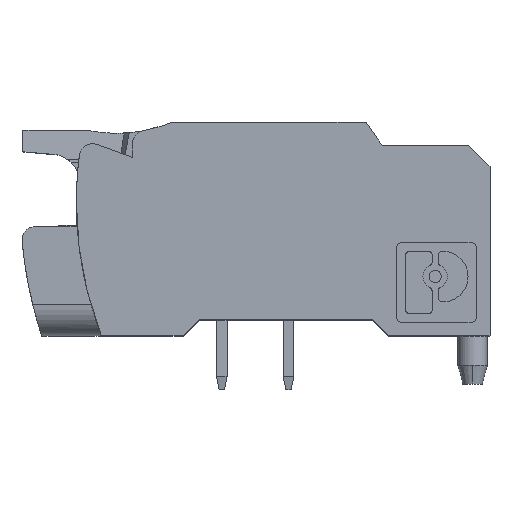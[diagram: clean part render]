
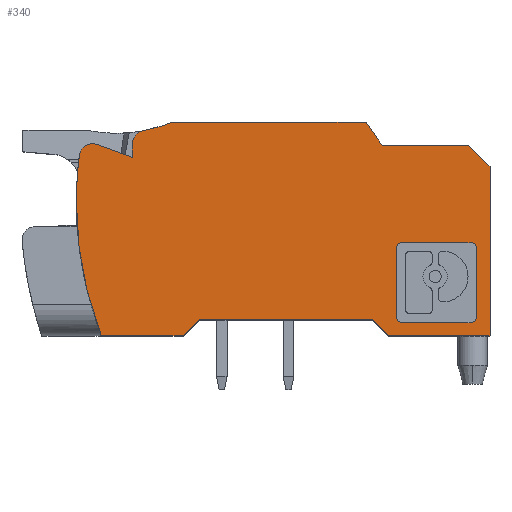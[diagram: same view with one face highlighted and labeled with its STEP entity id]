
A CAD part, top view. The second image highlights one B-rep face of the part: STEP entity #340.
In plain terms, the highlighted planar face has unit normal (0, 0, 1).
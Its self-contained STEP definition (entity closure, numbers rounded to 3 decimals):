
#340=ADVANCED_FACE('',(#747,#748),#749,.F.);
#747=FACE_OUTER_BOUND('',#2597,.T.);
#748=FACE_BOUND('',#2598,.T.);
#749=PLANE('',#2599);
#2597=EDGE_LOOP('',(#3565,#3566,#3567,#3568,#3569,#3570,#3571,#3572,#3573,#3574,#3575,#3576,#3577,#3578,#3579,#3580,#3581,#3582));
#2598=EDGE_LOOP('',(#3583,#3584,#3585,#3586,#3587,#3588,#3589,#3590));
#2599=AXIS2_PLACEMENT_3D('',#3591,#3592,#3593);
#3565=ORIENTED_EDGE('',*,*,#4599,.F.);
#3566=ORIENTED_EDGE('',*,*,#4600,.F.);
#3567=ORIENTED_EDGE('',*,*,#4601,.F.);
#3568=ORIENTED_EDGE('',*,*,#4456,.F.);
#3569=ORIENTED_EDGE('',*,*,#4504,.T.);
#3570=ORIENTED_EDGE('',*,*,#4286,.T.);
#3571=ORIENTED_EDGE('',*,*,#4407,.T.);
#3572=ORIENTED_EDGE('',*,*,#4418,.T.);
#3573=ORIENTED_EDGE('',*,*,#4545,.F.);
#3574=ORIENTED_EDGE('',*,*,#4490,.T.);
#3575=ORIENTED_EDGE('',*,*,#4337,.T.);
#3576=ORIENTED_EDGE('',*,*,#4309,.F.);
#3577=ORIENTED_EDGE('',*,*,#4602,.F.);
#3578=ORIENTED_EDGE('',*,*,#4384,.F.);
#3579=ORIENTED_EDGE('',*,*,#4393,.T.);
#3580=ORIENTED_EDGE('',*,*,#4594,.T.);
#3581=ORIENTED_EDGE('',*,*,#4267,.T.);
#3582=ORIENTED_EDGE('',*,*,#4508,.T.);
#3583=ORIENTED_EDGE('',*,*,#4603,.F.);
#3584=ORIENTED_EDGE('',*,*,#4604,.T.);
#3585=ORIENTED_EDGE('',*,*,#4605,.F.);
#3586=ORIENTED_EDGE('',*,*,#4606,.T.);
#3587=ORIENTED_EDGE('',*,*,#4607,.F.);
#3588=ORIENTED_EDGE('',*,*,#4608,.T.);
#3589=ORIENTED_EDGE('',*,*,#4609,.F.);
#3590=ORIENTED_EDGE('',*,*,#4610,.T.);
#3591=CARTESIAN_POINT('',(7.723,3.95,10.5));
#3592=DIRECTION('',(0.0,0.,-1.0));
#3593=DIRECTION('',(-1.0,0.0,0.0));
#4267=EDGE_CURVE('',#4854,#4855,#4856,.T.);
#4286=EDGE_CURVE('',#4884,#4888,#4890,.T.);
#4309=EDGE_CURVE('',#4928,#4930,#4931,.T.);
#4337=EDGE_CURVE('',#4976,#4930,#4977,.T.);
#4384=EDGE_CURVE('',#5052,#5054,#5055,.T.);
#4393=EDGE_CURVE('',#5052,#5066,#5068,.T.);
#4407=EDGE_CURVE('',#4888,#5084,#5087,.T.);
#4418=EDGE_CURVE('',#5084,#5103,#5105,.T.);
#4456=EDGE_CURVE('',#5166,#5161,#5168,.T.);
#4490=EDGE_CURVE('',#5217,#4976,#5218,.T.);
#4504=EDGE_CURVE('',#5166,#4884,#5234,.T.);
#4508=EDGE_CURVE('',#4855,#5238,#5240,.T.);
#4545=EDGE_CURVE('',#5217,#5103,#5295,.T.);
#4594=EDGE_CURVE('',#5066,#4854,#5354,.T.);
#4599=EDGE_CURVE('',#5359,#5238,#5360,.T.);
#4600=EDGE_CURVE('',#5361,#5359,#5362,.T.);
#4601=EDGE_CURVE('',#5161,#5361,#5363,.T.);
#4602=EDGE_CURVE('',#5054,#4928,#5364,.T.);
#4603=EDGE_CURVE('',#5365,#5366,#5367,.T.);
#4604=EDGE_CURVE('',#5365,#5368,#5369,.T.);
#4605=EDGE_CURVE('',#5370,#5368,#5371,.T.);
#4606=EDGE_CURVE('',#5370,#5372,#5373,.T.);
#4607=EDGE_CURVE('',#5374,#5372,#5375,.T.);
#4608=EDGE_CURVE('',#5374,#5376,#5377,.T.);
#4609=EDGE_CURVE('',#5378,#5376,#5379,.T.);
#4610=EDGE_CURVE('',#5378,#5366,#5380,.T.);
#4854=VERTEX_POINT('',#5810);
#4855=VERTEX_POINT('',#5811);
#4856=LINE('',#5812,#5813);
#4884=VERTEX_POINT('',#5874);
#4888=VERTEX_POINT('',#5880);
#4890=LINE('',#5883,#5884);
#4928=VERTEX_POINT('',#6072);
#4930=VERTEX_POINT('',#6075);
#4931=CIRCLE('',#6076,0.5);
#4976=VERTEX_POINT('',#6265);
#4977=LINE('',#6266,#6267);
#5052=VERTEX_POINT('',#6688);
#5054=VERTEX_POINT('',#6691);
#5055=CIRCLE('',#6692,13.7);
#5066=VERTEX_POINT('',#6706);
#5068=LINE('',#6709,#6710);
#5084=VERTEX_POINT('',#6787);
#5087=LINE('',#6791,#6792);
#5103=VERTEX_POINT('',#6823);
#5105=CIRCLE('',#6826,5.5);
#5161=VERTEX_POINT('',#7048);
#5166=VERTEX_POINT('',#7055);
#5168=LINE('',#7058,#7059);
#5217=VERTEX_POINT('',#7222);
#5218=LINE('',#7223,#7224);
#5234=LINE('',#7319,#7320);
#5238=VERTEX_POINT('',#7325);
#5240=LINE('',#7328,#7329);
#5295=CIRCLE('',#7501,0.5);
#5354=LINE('',#7716,#7717);
#5359=VERTEX_POINT('',#7724);
#5360=LINE('',#7725,#7726);
#5361=VERTEX_POINT('',#7727);
#5362=LINE('',#7728,#7729);
#5363=LINE('',#7730,#7731);
#5364=CIRCLE('',#7732,13.7);
#5365=VERTEX_POINT('',#7733);
#5366=VERTEX_POINT('',#7734);
#5367=CIRCLE('',#7735,0.211);
#5368=VERTEX_POINT('',#7736);
#5369=LINE('',#7737,#7738);
#5370=VERTEX_POINT('',#7739);
#5371=CIRCLE('',#7740,0.211);
#5372=VERTEX_POINT('',#7741);
#5373=LINE('',#7742,#7743);
#5374=VERTEX_POINT('',#7744);
#5375=CIRCLE('',#7745,0.211);
#5376=VERTEX_POINT('',#7746);
#5377=LINE('',#7747,#7748);
#5378=VERTEX_POINT('',#7749);
#5379=CIRCLE('',#7750,0.211);
#5380=LINE('',#7751,#7752);
#5810=CARTESIAN_POINT('',(3.5,0.,10.5));
#5811=CARTESIAN_POINT('',(4.1,0.6,10.5));
#5812=CARTESIAN_POINT('',(4.3,0.8,10.5));
#5813=VECTOR('',#8162,1.0);
#5874=CARTESIAN_POINT('',(10.953,7.15,10.5));
#5880=CARTESIAN_POINT('',(10.358,8.,10.5));
#5883=CARTESIAN_POINT('',(15.96,0.0,10.5));
#5884=VECTOR('',#8178,1.0);
#6072=CARTESIAN_POINT('',(-0.386,6.765,10.5));
#6075=CARTESIAN_POINT('',(0.281,7.17,10.5));
#6076=AXIS2_PLACEMENT_3D('',#8192,#8193,#8194);
#6265=CARTESIAN_POINT('',(1.6,6.69,10.5));
#6266=CARTESIAN_POINT('',(9.25,3.906,10.5));
#6267=VECTOR('',#8234,1.0);
#6688=CARTESIAN_POINT('',(0.4,0.116,10.5));
#6691=CARTESIAN_POINT('',(-0.5,5.,10.5));
#6692=AXIS2_PLACEMENT_3D('',#8279,#8280,#8281);
#6706=CARTESIAN_POINT('',(0.4,0.,10.5));
#6709=CARTESIAN_POINT('',(0.4,0.8,10.5));
#6710=VECTOR('',#8295,1.0);
#6787=CARTESIAN_POINT('',(3.059,8.,10.5));
#6791=CARTESIAN_POINT('',(0.0,8.,10.5));
#6792=VECTOR('',#8300,1.0);
#6823=CARTESIAN_POINT('',(2.008,7.693,10.5));
#6826=AXIS2_PLACEMENT_3D('',#8317,#8318,#8319);
#7048=CARTESIAN_POINT('',(15.,6.357,10.5));
#7055=CARTESIAN_POINT('',(14.207,7.15,10.5));
#7058=CARTESIAN_POINT('',(6.,15.357,10.5));
#7059=VECTOR('',#8359,1.0);
#7222=CARTESIAN_POINT('',(1.6,7.202,10.5));
#7223=CARTESIAN_POINT('',(1.6,0.8,10.5));
#7224=VECTOR('',#8406,1.0);
#7319=CARTESIAN_POINT('',(6.,7.15,10.5));
#7320=VECTOR('',#8422,1.0);
#7325=CARTESIAN_POINT('',(10.6,0.6,10.5));
#7328=CARTESIAN_POINT('',(9.25,0.6,10.5));
#7329=VECTOR('',#8425,1.0);
#7501=AXIS2_PLACEMENT_3D('',#8472,#8473,#8474);
#7716=CARTESIAN_POINT('',(9.25,0.,10.5));
#7717=VECTOR('',#8517,1.0);
#7724=CARTESIAN_POINT('',(11.2,0.,10.5));
#7725=CARTESIAN_POINT('',(10.4,0.8,10.5));
#7726=VECTOR('',#8520,1.0);
#7727=CARTESIAN_POINT('',(15.,0.,10.5));
#7728=CARTESIAN_POINT('',(9.25,0.,10.5));
#7729=VECTOR('',#8521,1.0);
#7730=CARTESIAN_POINT('',(15.,5.191,10.5));
#7731=VECTOR('',#8522,1.0);
#7732=AXIS2_PLACEMENT_3D('',#8523,#8524,#8525);
#7733=CARTESIAN_POINT('',(14.289,0.5,10.5));
#7734=CARTESIAN_POINT('',(14.5,0.711,10.5));
#7735=AXIS2_PLACEMENT_3D('',#8526,#8527,#8528);
#7736=CARTESIAN_POINT('',(11.711,0.5,10.5));
#7737=CARTESIAN_POINT('',(9.25,0.5,10.5));
#7738=VECTOR('',#8529,1.0);
#7739=CARTESIAN_POINT('',(11.5,0.711,10.5));
#7740=AXIS2_PLACEMENT_3D('',#8530,#8531,#8532);
#7741=CARTESIAN_POINT('',(11.5,3.289,10.5));
#7742=CARTESIAN_POINT('',(11.5,0.8,10.5));
#7743=VECTOR('',#8533,1.0);
#7744=CARTESIAN_POINT('',(11.711,3.5,10.5));
#7745=AXIS2_PLACEMENT_3D('',#8534,#8535,#8536);
#7746=CARTESIAN_POINT('',(14.289,3.5,10.5));
#7747=CARTESIAN_POINT('',(9.25,3.5,10.5));
#7748=VECTOR('',#8537,1.0);
#7749=CARTESIAN_POINT('',(14.5,3.289,10.5));
#7750=AXIS2_PLACEMENT_3D('',#8538,#8539,#8540);
#7751=CARTESIAN_POINT('',(14.5,0.8,10.5));
#7752=VECTOR('',#8541,1.0);
#8162=DIRECTION('',(0.707,0.707,0.0));
#8178=DIRECTION('',(-0.574,0.819,0.0));
#8192=CARTESIAN_POINT('',(0.11,6.7,10.5));
#8193=DIRECTION('',(0.,0.,-1.0));
#8194=DIRECTION('',(-1.0,0.,0.));
#8234=DIRECTION('',(-0.94,0.342,0.0));
#8279=CARTESIAN_POINT('',(13.2,5.,10.5));
#8280=DIRECTION('',(0.0,0.,-1.0));
#8281=DIRECTION('',(-1.0,0.0,0.0));
#8295=DIRECTION('',(0.,-1.0,0.));
#8300=DIRECTION('',(-1.0,0.,0.0));
#8317=CARTESIAN_POINT('',(1.,13.1,10.5));
#8318=DIRECTION('',(0.,0.,-1.0));
#8319=DIRECTION('',(-1.0,0.,0.));
#8359=DIRECTION('',(0.707,-0.707,0.));
#8406=DIRECTION('',(0.,-1.0,0.0));
#8422=DIRECTION('',(-1.0,0.,0.));
#8425=DIRECTION('',(1.0,0.,0.0));
#8472=CARTESIAN_POINT('',(2.1,7.202,10.5));
#8473=DIRECTION('',(0.,0.,-1.0));
#8474=DIRECTION('',(-1.0,0.,0.));
#8517=DIRECTION('',(1.0,0.,0.0));
#8520=DIRECTION('',(-0.707,0.707,0.0));
#8521=DIRECTION('',(-1.0,0.,0.0));
#8522=DIRECTION('',(0.0,-1.0,0.));
#8523=CARTESIAN_POINT('',(13.2,5.,10.5));
#8524=DIRECTION('',(0.0,0.,-1.0));
#8525=DIRECTION('',(-1.0,0.0,0.0));
#8526=CARTESIAN_POINT('',(14.289,0.711,10.5));
#8527=DIRECTION('',(0.0,0.0,1.0));
#8528=DIRECTION('',(1.0,0.0,0.0));
#8529=DIRECTION('',(-1.0,0.0,0.0));
#8530=CARTESIAN_POINT('',(11.711,0.711,10.5));
#8531=DIRECTION('',(0.0,0.0,1.0));
#8532=DIRECTION('',(1.0,0.0,0.0));
#8533=DIRECTION('',(0.0,1.0,0.));
#8534=CARTESIAN_POINT('',(11.711,3.289,10.5));
#8535=DIRECTION('',(0.0,0.0,1.0));
#8536=DIRECTION('',(1.0,0.0,0.0));
#8537=DIRECTION('',(1.0,0.0,0.0));
#8538=CARTESIAN_POINT('',(14.289,3.289,10.5));
#8539=DIRECTION('',(0.0,0.0,1.0));
#8540=DIRECTION('',(1.0,0.0,0.0));
#8541=DIRECTION('',(0.0,-1.0,0.));
